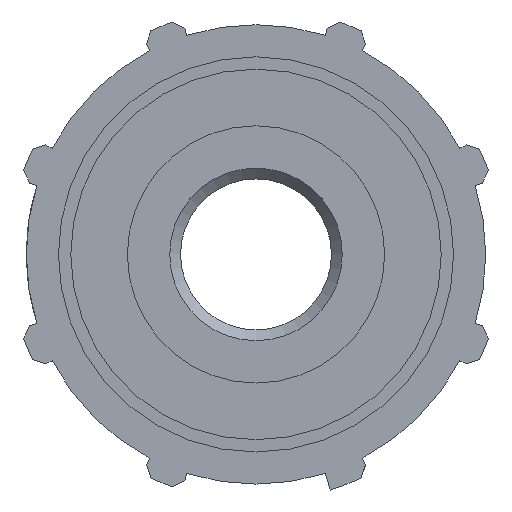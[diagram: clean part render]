
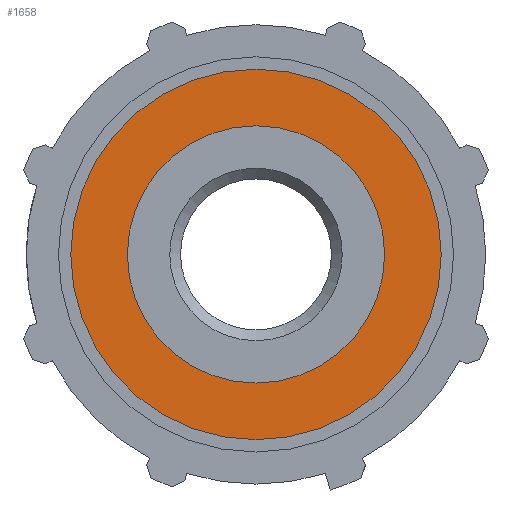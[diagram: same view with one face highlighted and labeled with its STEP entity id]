
A CAD part, left-side view. The second image highlights one B-rep face of the part: STEP entity #1658.
In plain terms, the highlighted planar face has unit normal (-1, 0, 0).
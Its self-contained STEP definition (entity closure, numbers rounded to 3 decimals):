
#65=FACE_BOUND('',#331,.T.);
#123=CIRCLE('',#1811,25.);
#124=CIRCLE('',#1813,36.);
#229=FACE_OUTER_BOUND('',#330,.T.);
#330=EDGE_LOOP('',(#1417));
#331=EDGE_LOOP('',(#1418));
#804=VERTEX_POINT('',#2797);
#805=VERTEX_POINT('',#2800);
#1037=EDGE_CURVE('',#804,#804,#123,.T.);
#1038=EDGE_CURVE('',#805,#805,#124,.T.);
#1417=ORIENTED_EDGE('',*,*,#1038,.F.);
#1418=ORIENTED_EDGE('',*,*,#1037,.T.);
#1572=PLANE('',#1812);
#1658=ADVANCED_FACE('',(#229,#65),#1572,.T.);
#1811=AXIS2_PLACEMENT_3D('',#2798,#2262,#2263);
#1812=AXIS2_PLACEMENT_3D('',#2799,#2264,#2265);
#1813=AXIS2_PLACEMENT_3D('',#2801,#2266,#2267);
#2262=DIRECTION('center_axis',(1.,0.,0.));
#2263=DIRECTION('ref_axis',(0.,0.,-1.));
#2264=DIRECTION('center_axis',(-1.,0.,0.));
#2265=DIRECTION('ref_axis',(0.,0.,1.));
#2266=DIRECTION('center_axis',(1.,0.,0.));
#2267=DIRECTION('ref_axis',(0.,0.,-1.));
#2797=CARTESIAN_POINT('',(21.,25.,0.));
#2798=CARTESIAN_POINT('Origin',(21.,0.,0.));
#2799=CARTESIAN_POINT('Origin',(21.,36.,0.));
#2800=CARTESIAN_POINT('',(21.,36.,0.));
#2801=CARTESIAN_POINT('Origin',(21.,0.,0.));
